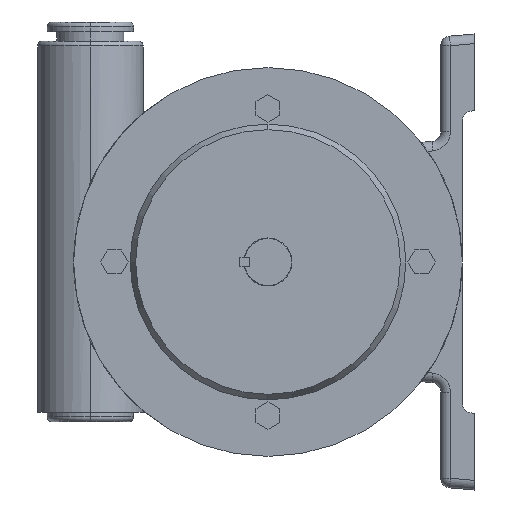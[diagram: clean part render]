
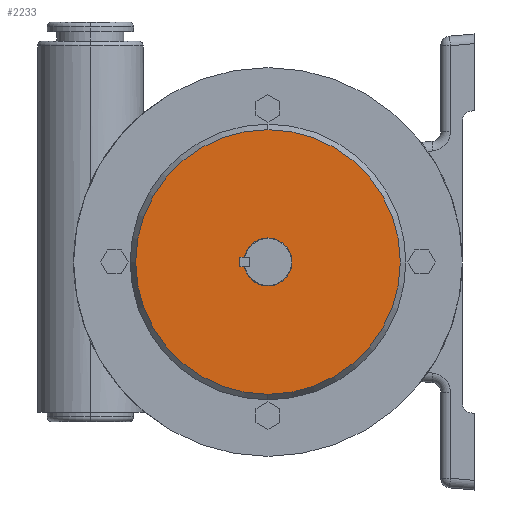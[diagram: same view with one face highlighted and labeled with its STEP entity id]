
A CAD part, left-side view. The second image highlights one B-rep face of the part: STEP entity #2233.
In plain terms, the highlighted planar face has unit normal (-1, 0, 0).
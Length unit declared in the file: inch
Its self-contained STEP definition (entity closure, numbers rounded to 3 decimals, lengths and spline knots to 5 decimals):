
#39 = EDGE_LOOP ( 'NONE', ( #2184, #2185 ) ) ;
#45 = EDGE_LOOP ( 'NONE', ( #2182, #2183 ) ) ;
#105 = EDGE_CURVE ( 'NONE', #445, #446, #2324, .T. ) ;
#160 = EDGE_CURVE ( 'NONE', #493, #494, #2401, .T. ) ;
#445 = VERTEX_POINT ( 'NONE', #2990 ) ;
#446 = VERTEX_POINT ( 'NONE', #2991 ) ;
#493 = VERTEX_POINT ( 'NONE', #3038 ) ;
#494 = VERTEX_POINT ( 'NONE', #3039 ) ;
#702 = CARTESIAN_POINT ( 'NONE',  ( -5.75, 0., 0. ) ) ;
#704 = DIRECTION ( 'NONE',  ( -1., 0., 0. ) ) ;
#705 = DIRECTION ( 'NONE',  ( 0., 0., 1. ) ) ;
#1055 = CARTESIAN_POINT ( 'NONE',  ( -5.75, 0., 0. ) ) ;
#1066 = DIRECTION ( 'NONE',  ( 1., 0., 0. ) ) ;
#1067 = DIRECTION ( 'NONE',  ( 0., 0., 1. ) ) ;
#1701 = EDGE_CURVE ( 'NONE', #446, #445, #4443, .T. ) ;
#1808 = EDGE_CURVE ( 'NONE', #494, #493, #4639, .T. ) ;
#1869 = AXIS2_PLACEMENT_3D ( 'NONE', #702, #704, #705 ) ;
#2182 = ORIENTED_EDGE ( 'NONE', *, *, #1701, .T. ) ;
#2183 = ORIENTED_EDGE ( 'NONE', *, *, #105, .T. ) ;
#2184 = ORIENTED_EDGE ( 'NONE', *, *, #1808, .T. ) ;
#2185 = ORIENTED_EDGE ( 'NONE', *, *, #160, .T. ) ;
#2233 = ADVANCED_FACE ( 'NONE', ( #5036, #5039 ), #4943, .T. ) ;
#2324 = CIRCLE ( 'NONE', #1869, 3.44482 ) ;
#2401 = CIRCLE ( 'NONE', #2541, 0.625 ) ;
#2541 = AXIS2_PLACEMENT_3D ( 'NONE', #1055, #1066, #1067 ) ;
#2737 = AXIS2_PLACEMENT_3D ( 'NONE', #4189, #4199, #4200 ) ;
#2747 = AXIS2_PLACEMENT_3D ( 'NONE', #4767, #4785, #4786 ) ;
#2770 = AXIS2_PLACEMENT_3D ( 'NONE', #4944, #4949, #4950 ) ;
#2990 = CARTESIAN_POINT ( 'NONE',  ( -5.75, 0., -3.44482 ) ) ;
#2991 = CARTESIAN_POINT ( 'NONE',  ( -5.75, 0., 3.44482 ) ) ;
#3038 = CARTESIAN_POINT ( 'NONE',  ( -5.75, 0., -0.625 ) ) ;
#3039 = CARTESIAN_POINT ( 'NONE',  ( -5.75, 0., 0.625 ) ) ;
#4189 = CARTESIAN_POINT ( 'NONE',  ( -5.75, 0., 0. ) ) ;
#4199 = DIRECTION ( 'NONE',  ( -1., 0., 0. ) ) ;
#4200 = DIRECTION ( 'NONE',  ( 0., 0., 1. ) ) ;
#4443 = CIRCLE ( 'NONE', #2737, 3.44482 ) ;
#4639 = CIRCLE ( 'NONE', #2747, 0.625 ) ;
#4767 = CARTESIAN_POINT ( 'NONE',  ( -5.75, 0., 0. ) ) ;
#4785 = DIRECTION ( 'NONE',  ( 1., 0., 0. ) ) ;
#4786 = DIRECTION ( 'NONE',  ( 0., 0., 1. ) ) ;
#4943 = PLANE ( 'NONE',  #2770 ) ;
#4944 = CARTESIAN_POINT ( 'NONE',  ( -5.75, 0., 0. ) ) ;
#4949 = DIRECTION ( 'NONE',  ( -1., 0., 0. ) ) ;
#4950 = DIRECTION ( 'NONE',  ( 0., 0., 1. ) ) ;
#5036 = FACE_OUTER_BOUND ( 'NONE', #45, .T. ) ;
#5039 = FACE_BOUND ( 'NONE', #39, .T. ) ;
